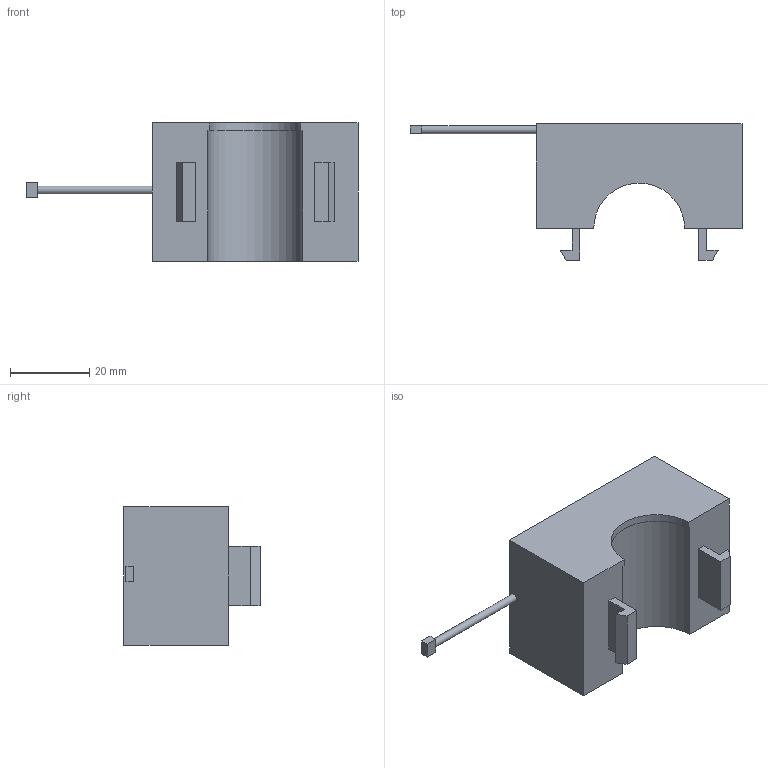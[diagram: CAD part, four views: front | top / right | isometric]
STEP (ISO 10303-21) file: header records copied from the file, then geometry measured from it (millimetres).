
FILE_DESCRIPTION(/* description */ (''),/* implementation_level */ '2;1');
FILE_NAME(/* name */ 'Motor_Mount_Cover.stp',/* time_stamp */ '2018-04-04T14:31:23-04:00',/* author */ (''),/* organization */ (''),/* preprocessor_version */ 'ST-DEVELOPER v16',/* originating_system */ 'SIEMENS PLM Software NX 10.0',/* authorisation */ '');
FILE_SCHEMA (('CONFIG_CONTROL_DESIGN'));
Length unit declared in the file: millimetre
Products named in the file (1): Motor_Mount_Cover
Bounding box: 84 x 34.5 x 35 mm (x, y, z)
Volume: 41114 mm3; surface area: 9255.7 mm2
Topology: 1 solids, 1 shells, 32 faces, 79 edges, 52 vertices
Faces by surface type: plane 29, cylinder 3
Full cylindrical faces by diameter (mm): 2 x1
Entity records: 1004 total; most frequent: CARTESIAN_POINT 161, ORIENTED_EDGE 154, DIRECTION 150, EDGE_CURVE 77, LINE 70, VECTOR 70, VERTEX_POINT 51, AXIS2_PLACEMENT_3D 40
